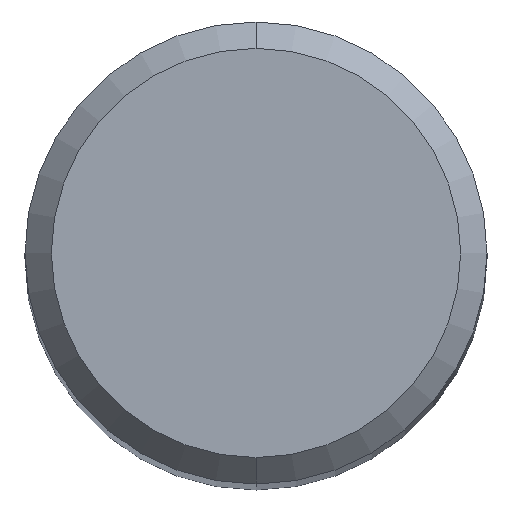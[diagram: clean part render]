
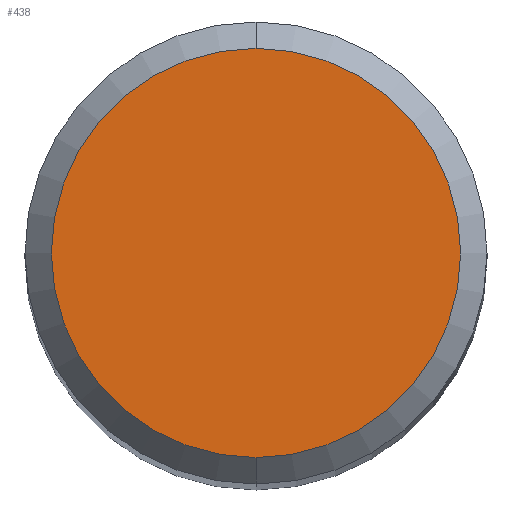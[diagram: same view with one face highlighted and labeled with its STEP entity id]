
A CAD part, top view. The second image highlights one B-rep face of the part: STEP entity #438.
In plain terms, the highlighted planar face has unit normal (0, 0, 1).
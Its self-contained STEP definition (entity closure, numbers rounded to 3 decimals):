
#198=EDGE_CURVE('',#364,#394,#500,.T.);
#272=EDGE_CURVE('',#394,#364,#581,.T.);
#364=VERTEX_POINT('',#683);
#394=VERTEX_POINT('',#717);
#438=ADVANCED_FACE('',(#767),#768,.T.);
#500=CIRCLE('',#877,3.1);
#581=CIRCLE('',#1086,3.1);
#683=CARTESIAN_POINT('',(0.0,3.1,0.0));
#717=CARTESIAN_POINT('',(0.,-3.1,0.0));
#767=FACE_OUTER_BOUND('',#1389,.T.);
#768=PLANE('',#1390);
#877=AXIS2_PLACEMENT_3D('',#1439,#1440,#1441);
#1086=AXIS2_PLACEMENT_3D('',#1522,#1523,#1524);
#1389=EDGE_LOOP('',(#1752,#1753));
#1390=AXIS2_PLACEMENT_3D('',#1754,#1755,#1756);
#1439=CARTESIAN_POINT('',(0.0,0.0,0.0));
#1440=DIRECTION('',(0.0,0.0,-1.0));
#1441=DIRECTION('',(0.0,1.0,0.0));
#1522=CARTESIAN_POINT('',(0.0,0.0,0.0));
#1523=DIRECTION('',(0.0,0.0,-1.0));
#1524=DIRECTION('',(0.0,1.0,0.0));
#1752=ORIENTED_EDGE('',*,*,#198,.F.);
#1753=ORIENTED_EDGE('',*,*,#272,.F.);
#1754=CARTESIAN_POINT('',(0.0,1.55,0.0));
#1755=DIRECTION('',(-0.0,0.0,1.0));
#1756=DIRECTION('',(0.0,-1.0,0.0));
